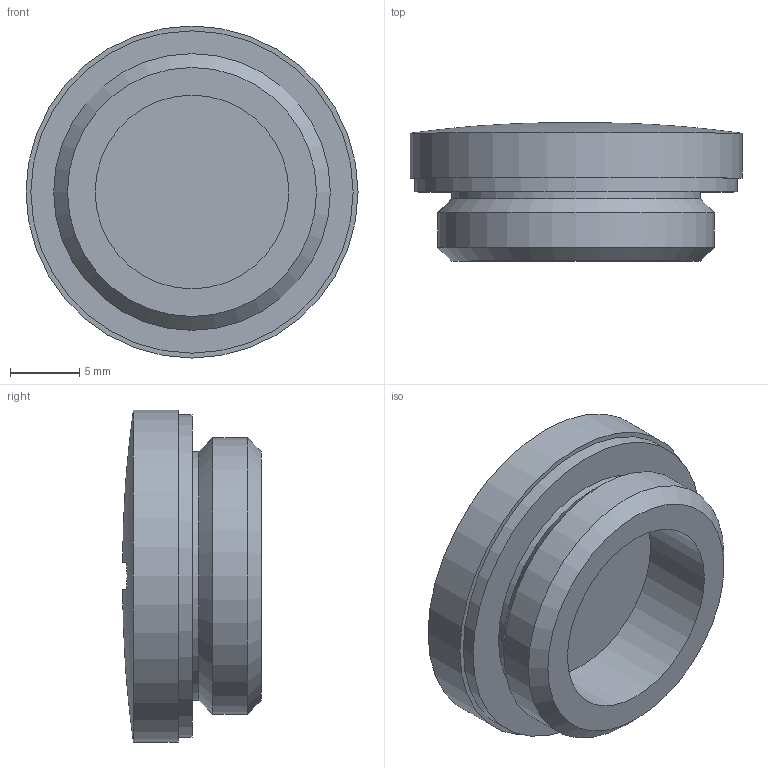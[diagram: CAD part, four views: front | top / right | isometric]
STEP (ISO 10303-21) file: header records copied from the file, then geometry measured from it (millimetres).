
FILE_DESCRIPTION(/* description */ (''),/* implementation_level */ '2;1');
FILE_NAME(/* name */ '52011320_MBL 20.stp',/* time_stamp */ '2017-08-29T11:50:26+02:00',/* author */ ('haertel'),/* organization */ (''),/* preprocessor_version */ 'ST-DEVELOPER v16.5',/* originating_system */ 'Autodesk Inventor 2017',/* authorisation */ '');
FILE_SCHEMA (('AUTOMOTIVE_DESIGN { 1 0 10303 214 3 1 1 }'));
Length unit declared in the file: millimetre
Products named in the file (3): 52011320_MBL 20; 52011300_MBL 20; FD-M20-GR_3D
Assembly tree (2 placements, depth 2):
  52011320_MBL 20
    52011300_MBL 20
    FD-M20-GR_3D
Bounding box: 24 x 10.01 x 24 mm (x, y, z)
Volume: 2677.3 mm3; surface area: 2307 mm2
Topology: 2 solids, 2 shells, 19 faces, 39 edges, 25 vertices
Faces by surface type: cylinder 8, plane 7, bspline 2, cone 2
Full cylindrical faces by diameter (mm): 14 x1, 18 x1, 18.1 x1, 20 x1, 23.3 x1, 24 x1
Entity records: 748 total; most frequent: CARTESIAN_POINT 309, DIRECTION 76, ORIENTED_EDGE 60, AXIS2_PLACEMENT_3D 36, EDGE_LOOP 31, EDGE_CURVE 30, VERTEX_POINT 25, FACE_OUTER_BOUND 19
